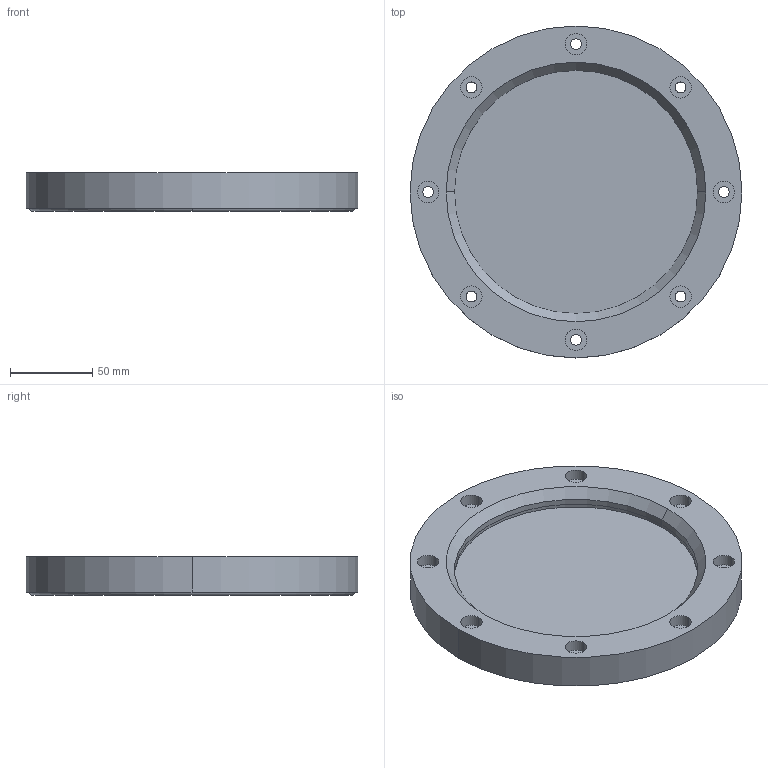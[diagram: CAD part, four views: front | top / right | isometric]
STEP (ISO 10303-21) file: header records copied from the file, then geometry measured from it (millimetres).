
FILE_DESCRIPTION (( 'STEP AP203' ), '1' );
FILE_NAME ('R8-(021 et 022).STEP', '2022-07-01T11:57:04', ( '' ), ( '' ), 'SwSTEP 2.0', 'SolidWorks 2022', '' );
FILE_SCHEMA (( 'CONFIG_CONTROL_DESIGN' ));
Length unit declared in the file: millimetre
Products named in the file (1): R8-(021 et 022)
Bounding box: 202 x 202 x 23.5 mm (x, y, z)
Volume: 442118.8 mm3; surface area: 131766.3 mm2
Topology: 3 solids, 3 shells, 67 faces, 148 edges, 98 vertices
Faces by surface type: cylinder 46, plane 17, torus 2, cone 2
Entity records: 2019 total; most frequent: DIRECTION 384, CARTESIAN_POINT 314, ORIENTED_EDGE 296, AXIS2_PLACEMENT_3D 168, EDGE_CURVE 148, CIRCLE 100, VERTEX_POINT 98, EDGE_LOOP 98
